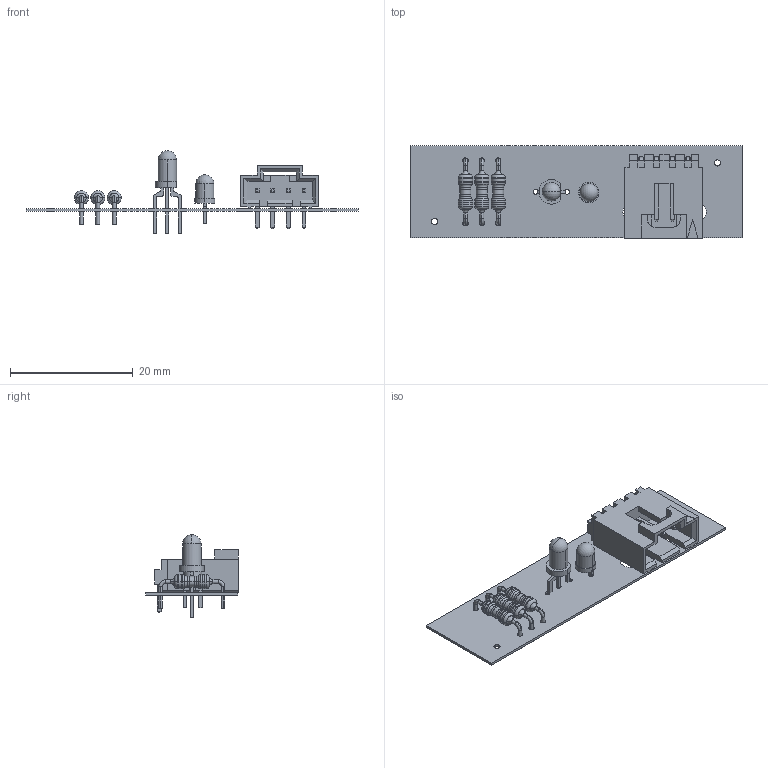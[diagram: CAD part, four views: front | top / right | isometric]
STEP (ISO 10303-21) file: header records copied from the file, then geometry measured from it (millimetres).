
FILE_DESCRIPTION(('Open CASCADE Model'),'2;1');
FILE_NAME('Open CASCADE Shape Model','2014-07-20T19:16:55',('Author'),( 'Open CASCADE'),'Open CASCADE STEP processor 6.2','Open CASCADE 6.2' ,'Unknown');
FILE_SCHEMA(('AUTOMOTIVE_DESIGN { 1 0 10303 214 1 1 1 1 }'));
Length unit declared in the file: millimetre
Products named in the file (31): PCB; Board; R3; RES-0.4; R2; R1; K1; User_Library-Molex_SDA-70553; D2; SW3dPS-LEDd3G; SW3dPS-LEDd3G_Open_CASCADE_STEP_translator_6.2_685.1; SW3dPS-LEDd3G_352708560; SW3dPS-LEDd3G_Extruded; SW3dPS-LEDd3G_352709328; SW3dPS-LEDd3G_Extruded4; SW3dPS-LEDd3G_352708816; SW3dPS-LEDd3G_Extruded3; SW3dPS-LEDd3G_352709712; SW3dPS-LEDd3G_Extruded1; SW3dPS-LEDd3G_352708944; SW3dPS-LEDd3G_Extruded5; SW3dPS-LEDd3G_352709456; SW3dPS-LEDd3G_Extruded2; SW3dPS-LEDd3G_352479088; SW3dPS-LEDd3G_Cylinder1; SW3dPS-LEDd3G_352468896; SW3dPS-LEDd3G_Sphere; SW3dPS-LEDd3G_352476064; SW3dPS-LEDd3G_Cylinder; D1; User_Library-LED_RG
Assembly tree (36 placements, depth 6):
  PCB
    Board
    R3
      RES-0.4
    R2
      RES-0.4
    R1
      RES-0.4
    K1
      User_Library-Molex_SDA-70553
    D2
      SW3dPS-LEDd3G
        SW3dPS-LEDd3G_Open_CASCADE_STEP_translator_6.2_685.1
          SW3dPS-LEDd3G_352708560  x2
            SW3dPS-LEDd3G_Extruded
          SW3dPS-LEDd3G_352709328  x2
            SW3dPS-LEDd3G_Extruded4
          SW3dPS-LEDd3G_352708816  x2
            SW3dPS-LEDd3G_Extruded3
          SW3dPS-LEDd3G_352709712
            SW3dPS-LEDd3G_Extruded1
          SW3dPS-LEDd3G_352708944  x2
            SW3dPS-LEDd3G_Extruded5
          SW3dPS-LEDd3G_352709456
            SW3dPS-LEDd3G_Extruded2
          SW3dPS-LEDd3G_352479088
            SW3dPS-LEDd3G_Cylinder1
          SW3dPS-LEDd3G_352468896
            SW3dPS-LEDd3G_Sphere
          SW3dPS-LEDd3G_352476064
            SW3dPS-LEDd3G_Cylinder
    D1
      User_Library-LED_RG
Bounding box: 54 x 15.06 x 13.43 mm (x, y, z)
Volume: 977.2 mm3; surface area: 3074.6 mm2
Topology: 19 solids, 19 shells, 497 faces, 1166 edges, 730 vertices
Faces by surface type: plane 317, cylinder 116, torus 60, sphere 4
Full cylindrical faces by diameter (mm): 0.8 x5, 0.9 x10, 1 x2, 3.4 x2
Entity records: 24875 total; most frequent: CARTESIAN_POINT 5326, DIRECTION 3243, LINE 2037, VECTOR 2037, ORIENTED_EDGE 1752, PCURVE 1752, DEFINITIONAL_REPRESENTATION 1752, EDGE_CURVE 876
